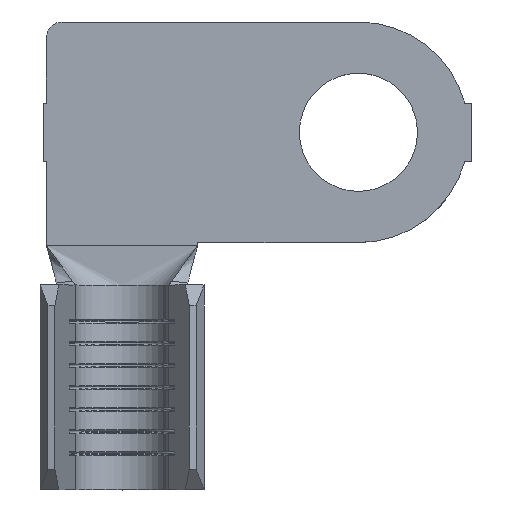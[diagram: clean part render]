
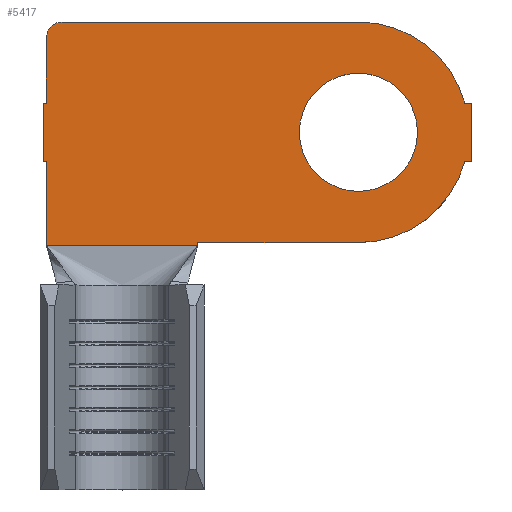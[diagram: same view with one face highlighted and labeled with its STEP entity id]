
A CAD part, top view. The second image highlights one B-rep face of the part: STEP entity #5417.
In plain terms, the highlighted planar face has unit normal (0, 0, 1).
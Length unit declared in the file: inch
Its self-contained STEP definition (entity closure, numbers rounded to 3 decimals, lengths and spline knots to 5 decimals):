
#82 = CARTESIAN_POINT ( 'NONE',  ( -0.51, -0.35, 0.06 ) ) ;
#87 = VECTOR ( 'NONE', #6450, 39.37008 ) ;
#180 = DIRECTION ( 'NONE',  ( 1., 0., 0. ) ) ;
#208 = AXIS2_PLACEMENT_3D ( 'NONE', #5743, #2556, #6250 ) ;
#226 = CARTESIAN_POINT ( 'NONE',  ( -0.99, 0.35, 0.06 ) ) ;
#228 = CARTESIAN_POINT ( 'NONE',  ( -0.99, 0.35, 0.06 ) ) ;
#277 = DIRECTION ( 'NONE',  ( -1., 0., 0. ) ) ;
#336 = CARTESIAN_POINT ( 'NONE',  ( 0.33756, 0.0925, 0.06 ) ) ;
#357 = ORIENTED_EDGE ( 'NONE', *, *, #3916, .F. ) ;
#454 = ORIENTED_EDGE ( 'NONE', *, *, #1759, .T. ) ;
#510 = CARTESIAN_POINT ( 'NONE',  ( 0.33756, 0.0925, 0.06 ) ) ;
#644 = CARTESIAN_POINT ( 'NONE',  ( -0.99, -0.36, 0.06 ) ) ;
#690 = LINE ( 'NONE', #510, #6151 ) ;
#748 = AXIS2_PLACEMENT_3D ( 'NONE', #6548, #3392, #180 ) ;
#894 = ORIENTED_EDGE ( 'NONE', *, *, #1952, .T. ) ;
#925 = CARTESIAN_POINT ( 'NONE',  ( -0.51, -0.35, 0.06 ) ) ;
#974 = EDGE_CURVE ( 'NONE', #1320, #1170, #3239, .T. ) ;
#1044 = VERTEX_POINT ( 'NONE', #2512 ) ;
#1069 = EDGE_CURVE ( 'NONE', #1527, #1044, #5400, .T. ) ;
#1070 = EDGE_CURVE ( 'NONE', #3395, #2055, #4316, .T. ) ;
#1113 = DIRECTION ( 'NONE',  ( 0., 0., -1. ) ) ;
#1119 = CIRCLE ( 'NONE', #3675, 0.35 ) ;
#1143 = LINE ( 'NONE', #228, #6608 ) ;
#1170 = VERTEX_POINT ( 'NONE', #3807 ) ;
#1191 = CARTESIAN_POINT ( 'NONE',  ( -0.94, 0.3, 0.06 ) ) ;
#1315 = CARTESIAN_POINT ( 'NONE',  ( -1., 0.0925, 0.06 ) ) ;
#1319 = VECTOR ( 'NONE', #2608, 39.37008 ) ;
#1320 = VERTEX_POINT ( 'NONE', #644 ) ;
#1345 = CARTESIAN_POINT ( 'NONE',  ( -0.99, 0.0925, 0.06 ) ) ;
#1421 = CARTESIAN_POINT ( 'NONE',  ( -0.99, -0.36, 0.06 ) ) ;
#1452 = DIRECTION ( 'NONE',  ( 1., 0., 0. ) ) ;
#1468 = FACE_BOUND ( 'NONE', #4212, .T. ) ;
#1527 = VERTEX_POINT ( 'NONE', #5213 ) ;
#1538 = CARTESIAN_POINT ( 'NONE',  ( 0.36, 0.0925, 0.06 ) ) ;
#1606 = LINE ( 'NONE', #1315, #5520 ) ;
#1725 = DIRECTION ( 'NONE',  ( -1., 0., 0. ) ) ;
#1759 = EDGE_CURVE ( 'NONE', #3672, #3377, #5768, .T. ) ;
#1798 = ORIENTED_EDGE ( 'NONE', *, *, #5961, .T. ) ;
#1818 = AXIS2_PLACEMENT_3D ( 'NONE', #6635, #3487, #277 ) ;
#1871 = CARTESIAN_POINT ( 'NONE',  ( 0.33756, -0.0925, 0.06 ) ) ;
#1929 = VERTEX_POINT ( 'NONE', #5561 ) ;
#1952 = EDGE_CURVE ( 'NONE', #3377, #3040, #6320, .T. ) ;
#1973 = EDGE_LOOP ( 'NONE', ( #2968, #454, #894, #2164, #1798, #3495, #4084, #5123, #6417, #4831, #6022, #6502, #3969, #5296, #3584 ) ) ;
#2055 = VERTEX_POINT ( 'NONE', #5670 ) ;
#2069 = ORIENTED_EDGE ( 'NONE', *, *, #5301, .F. ) ;
#2101 = LINE ( 'NONE', #2652, #3696 ) ;
#2119 = DIRECTION ( 'NONE',  ( 0., 0., 1. ) ) ;
#2128 = VERTEX_POINT ( 'NONE', #336 ) ;
#2152 = VERTEX_POINT ( 'NONE', #3096 ) ;
#2164 = ORIENTED_EDGE ( 'NONE', *, *, #3964, .T. ) ;
#2181 = CARTESIAN_POINT ( 'NONE',  ( 0.33756, -0.0925, 0.06 ) ) ;
#2262 = EDGE_CURVE ( 'NONE', #1170, #3250, #2763, .T. ) ;
#2373 = DIRECTION ( 'NONE',  ( 0., -1., 0. ) ) ;
#2387 = VECTOR ( 'NONE', #5584, 39.37008 ) ;
#2512 = CARTESIAN_POINT ( 'NONE',  ( 0.36, 0.0925, 0.06 ) ) ;
#2556 = DIRECTION ( 'NONE',  ( 0., 0., 1. ) ) ;
#2567 = VECTOR ( 'NONE', #6836, 39.37008 ) ;
#2608 = DIRECTION ( 'NONE',  ( 0., 1., 0. ) ) ;
#2652 = CARTESIAN_POINT ( 'NONE',  ( -0.99, -0.0925, 0.06 ) ) ;
#2716 = EDGE_CURVE ( 'NONE', #1044, #2128, #690, .T. ) ;
#2717 = EDGE_CURVE ( 'NONE', #2055, #1320, #2101, .T. ) ;
#2763 = LINE ( 'NONE', #82, #87 ) ;
#2874 = FACE_OUTER_BOUND ( 'NONE', #1973, .T. ) ;
#2888 = VERTEX_POINT ( 'NONE', #5947 ) ;
#2968 = ORIENTED_EDGE ( 'NONE', *, *, #6280, .T. ) ;
#3015 = CIRCLE ( 'NONE', #748, 0.1875 ) ;
#3027 = CARTESIAN_POINT ( 'NONE',  ( -0.51, -0.35, 0.06 ) ) ;
#3040 = VERTEX_POINT ( 'NONE', #1345 ) ;
#3041 = LINE ( 'NONE', #5863, #6762 ) ;
#3096 = CARTESIAN_POINT ( 'NONE',  ( -0.1875, 0., 0.06 ) ) ;
#3152 = CARTESIAN_POINT ( 'NONE',  ( -0.99, 0.3, 0.06 ) ) ;
#3201 = EDGE_CURVE ( 'NONE', #3250, #5428, #6414, .T. ) ;
#3239 = LINE ( 'NONE', #1421, #4648 ) ;
#3250 = VERTEX_POINT ( 'NONE', #3027 ) ;
#3260 = CARTESIAN_POINT ( 'NONE',  ( 0., -0.35, 0.06 ) ) ;
#3360 = VECTOR ( 'NONE', #2373, 39.37008 ) ;
#3377 = VERTEX_POINT ( 'NONE', #3152 ) ;
#3392 = DIRECTION ( 'NONE',  ( 0., 0., 1. ) ) ;
#3395 = VERTEX_POINT ( 'NONE', #4748 ) ;
#3426 = EDGE_CURVE ( 'NONE', #5428, #5421, #1119, .T. ) ;
#3487 = DIRECTION ( 'NONE',  ( 0., 0., 1. ) ) ;
#3495 = ORIENTED_EDGE ( 'NONE', *, *, #1070, .T. ) ;
#3584 = ORIENTED_EDGE ( 'NONE', *, *, #4010, .T. ) ;
#3672 = VERTEX_POINT ( 'NONE', #4579 ) ;
#3675 = AXIS2_PLACEMENT_3D ( 'NONE', #5307, #2119, #5841 ) ;
#3696 = VECTOR ( 'NONE', #6878, 39.37008 ) ;
#3807 = CARTESIAN_POINT ( 'NONE',  ( -0.51, -0.36, 0.06 ) ) ;
#3916 = EDGE_CURVE ( 'NONE', #2152, #2888, #3015, .T. ) ;
#3964 = EDGE_CURVE ( 'NONE', #3040, #4619, #1606, .T. ) ;
#3969 = ORIENTED_EDGE ( 'NONE', *, *, #1069, .T. ) ;
#4010 = EDGE_CURVE ( 'NONE', #2128, #1929, #4103, .T. ) ;
#4084 = ORIENTED_EDGE ( 'NONE', *, *, #2717, .T. ) ;
#4103 = CIRCLE ( 'NONE', #1818, 0.35 ) ;
#4212 = EDGE_LOOP ( 'NONE', ( #357, #2069 ) ) ;
#4297 = PLANE ( 'NONE',  #5913 ) ;
#4316 = LINE ( 'NONE', #6310, #2567 ) ;
#4493 = DIRECTION ( 'NONE',  ( -1., 0., 0. ) ) ;
#4579 = CARTESIAN_POINT ( 'NONE',  ( -0.94, 0.35, 0.06 ) ) ;
#4619 = VERTEX_POINT ( 'NONE', #5986 ) ;
#4648 = VECTOR ( 'NONE', #5149, 39.37008 ) ;
#4748 = CARTESIAN_POINT ( 'NONE',  ( -1., -0.0925, 0.06 ) ) ;
#4766 = DIRECTION ( 'NONE',  ( -1., 0., 0. ) ) ;
#4802 = CIRCLE ( 'NONE', #208, 0.1875 ) ;
#4831 = ORIENTED_EDGE ( 'NONE', *, *, #3201, .T. ) ;
#4832 = DIRECTION ( 'NONE',  ( -1., 0., 0. ) ) ;
#4912 = DIRECTION ( 'NONE',  ( 0., 0., 1. ) ) ;
#5037 = DIRECTION ( 'NONE',  ( -1., 0., 0. ) ) ;
#5039 = AXIS2_PLACEMENT_3D ( 'NONE', #1191, #4912, #1725 ) ;
#5123 = ORIENTED_EDGE ( 'NONE', *, *, #974, .T. ) ;
#5149 = DIRECTION ( 'NONE',  ( 1., 0., 0. ) ) ;
#5213 = CARTESIAN_POINT ( 'NONE',  ( 0.36, -0.0925, 0.06 ) ) ;
#5296 = ORIENTED_EDGE ( 'NONE', *, *, #2716, .T. ) ;
#5301 = EDGE_CURVE ( 'NONE', #2888, #2152, #4802, .T. ) ;
#5307 = CARTESIAN_POINT ( 'NONE',  ( 0., 0., 0.06 ) ) ;
#5340 = CARTESIAN_POINT ( 'NONE',  ( 0., 0., 0.06 ) ) ;
#5361 = DIRECTION ( 'NONE',  ( 0., -1., 0. ) ) ;
#5400 = LINE ( 'NONE', #1538, #1319 ) ;
#5417 = ADVANCED_FACE ( 'NONE', ( #2874, #1468 ), #4297, .F. ) ;
#5421 = VERTEX_POINT ( 'NONE', #2181 ) ;
#5428 = VERTEX_POINT ( 'NONE', #3260 ) ;
#5520 = VECTOR ( 'NONE', #5037, 39.37008 ) ;
#5561 = CARTESIAN_POINT ( 'NONE',  ( 0., 0.35, 0.06 ) ) ;
#5584 = DIRECTION ( 'NONE',  ( 1., 0., 0. ) ) ;
#5670 = CARTESIAN_POINT ( 'NONE',  ( -0.99, -0.0925, 0.06 ) ) ;
#5743 = CARTESIAN_POINT ( 'NONE',  ( 0., 0., 0.06 ) ) ;
#5768 = CIRCLE ( 'NONE', #5039, 0.05 ) ;
#5841 = DIRECTION ( 'NONE',  ( -1., 0., 0. ) ) ;
#5863 = CARTESIAN_POINT ( 'NONE',  ( -1., 0.0925, 0.06 ) ) ;
#5913 = AXIS2_PLACEMENT_3D ( 'NONE', #5340, #1113, #4832 ) ;
#5947 = CARTESIAN_POINT ( 'NONE',  ( 0.1875, 0., 0.06 ) ) ;
#5961 = EDGE_CURVE ( 'NONE', #4619, #3395, #3041, .T. ) ;
#5986 = CARTESIAN_POINT ( 'NONE',  ( -1., 0.0925, 0.06 ) ) ;
#6022 = ORIENTED_EDGE ( 'NONE', *, *, #3426, .T. ) ;
#6151 = VECTOR ( 'NONE', #4766, 39.37008 ) ;
#6243 = VECTOR ( 'NONE', #1452, 39.37008 ) ;
#6250 = DIRECTION ( 'NONE',  ( 1., 0., 0. ) ) ;
#6280 = EDGE_CURVE ( 'NONE', #1929, #3672, #1143, .T. ) ;
#6302 = EDGE_CURVE ( 'NONE', #5421, #1527, #6447, .T. ) ;
#6310 = CARTESIAN_POINT ( 'NONE',  ( -1., -0.0925, 0.06 ) ) ;
#6320 = LINE ( 'NONE', #226, #3360 ) ;
#6414 = LINE ( 'NONE', #925, #6243 ) ;
#6417 = ORIENTED_EDGE ( 'NONE', *, *, #2262, .T. ) ;
#6447 = LINE ( 'NONE', #1871, #2387 ) ;
#6450 = DIRECTION ( 'NONE',  ( 0., 1., 0. ) ) ;
#6502 = ORIENTED_EDGE ( 'NONE', *, *, #6302, .T. ) ;
#6548 = CARTESIAN_POINT ( 'NONE',  ( 0., 0., 0.06 ) ) ;
#6608 = VECTOR ( 'NONE', #4493, 39.37008 ) ;
#6635 = CARTESIAN_POINT ( 'NONE',  ( 0., 0., 0.06 ) ) ;
#6762 = VECTOR ( 'NONE', #5361, 39.37008 ) ;
#6836 = DIRECTION ( 'NONE',  ( 1., 0., 0. ) ) ;
#6878 = DIRECTION ( 'NONE',  ( 0., -1., 0. ) ) ;
